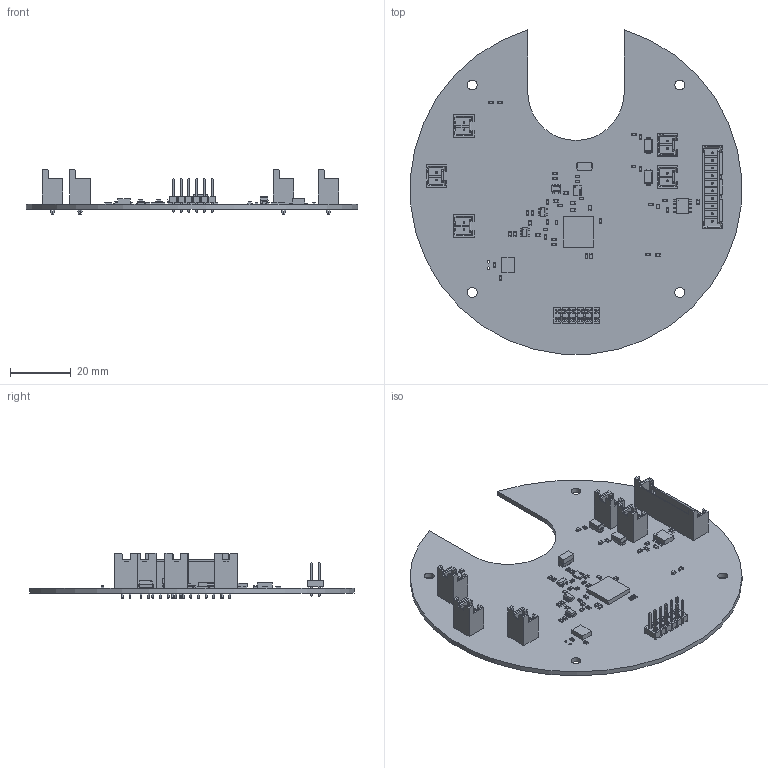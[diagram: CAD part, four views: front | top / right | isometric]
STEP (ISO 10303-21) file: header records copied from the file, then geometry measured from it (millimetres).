
FILE_DESCRIPTION(('Open CASCADE Model'),'2;1');
FILE_NAME('Open CASCADE Shape Model','2025-02-24T15:30:48',('Author'),( 'Open CASCADE'),'Open CASCADE STEP processor 7.5','Open CASCADE 7.5' ,'Unknown');
FILE_SCHEMA(('AUTOMOTIVE_DESIGN { 1 0 10303 214 1 1 1 1 }'));
Length unit declared in the file: millimetre
Products named in the file (86): PCB; Board; Open CASCADE STEP translator 7.5 1.1.1; J6; 53375-0210--3DModel-STEP-194946; J5; J3; J2; J1; R14; 6856019376; J4; 533751010--3DModel-STEP-418109; C23; 6856013456; Y1; Crys_SiTime_SIT8920BM-73-33N-8_000000_eec; terminals; body; logo; U5; 6861167168; U6; U2; 6669307040; U3; 6783882272; Extruded; U1; 6873598592; U4; 6856015456; R5; 6856014976; R4; R12; R11; R15; 6856014096; R3 ...
Assembly tree (138 placements, depth 4):
  PCB
    Board
      Open CASCADE STEP translator 7.5 1.1.1
    J6
      53375-0210--3DModel-STEP-194946
    J5
      53375-0210--3DModel-STEP-194946
    J3
      53375-0210--3DModel-STEP-194946
    J2
      53375-0210--3DModel-STEP-194946
    J1
      53375-0210--3DModel-STEP-194946
    R14
      6856019376
    J4
      533751010--3DModel-STEP-418109
    C23
      6856013456
    Y1
      Crys_SiTime_SIT8920BM-73-33N-8_000000_eec
        terminals
        body
        logo
    U5
      6861167168
    U6
      6861167168
    U2
      6669307040
    U3
      6783882272
        Extruded
    U1
      6873598592
        Extruded
    U4
      6856015456
    R5
      6856014976
    R4
      6856013456
    R12
      6856013456
    R11
      6856013456
    R15
      6856014096
    R3
      6856019376
    R6
      6856013456
    R13
      6856020576
    R8
      6856014096
    R16
      6856014976
    R10
      6856019376
Bounding box: 108.97 x 106.66 x 14.93 mm (x, y, z)
Volume: 15604.3 mm3; surface area: 23657.2 mm2
Topology: 240 solids, 240 shells, 4040 faces, 10203 edges, 6685 vertices
Faces by surface type: plane 3578, cylinder 327, bspline 81, cone 26, torus 20, sphere 8
Full cylindrical faces by diameter (mm): 0.084 x2, 0.088 x3, 0.199 x1, 0.35 x1, 0.6 x40, 0.762 x2, 1 x26, 1.02 x12, 1.2 x6, 3.264 x4
Entity records: 60933 total; most frequent: CARTESIAN_POINT 13644, ORIENTED_EDGE 9122, DIRECTION 8169, EDGE_CURVE 4561, LINE 3719, VECTOR 3719, VERTEX_POINT 2989, AXIS2_PLACEMENT_3D 2225
